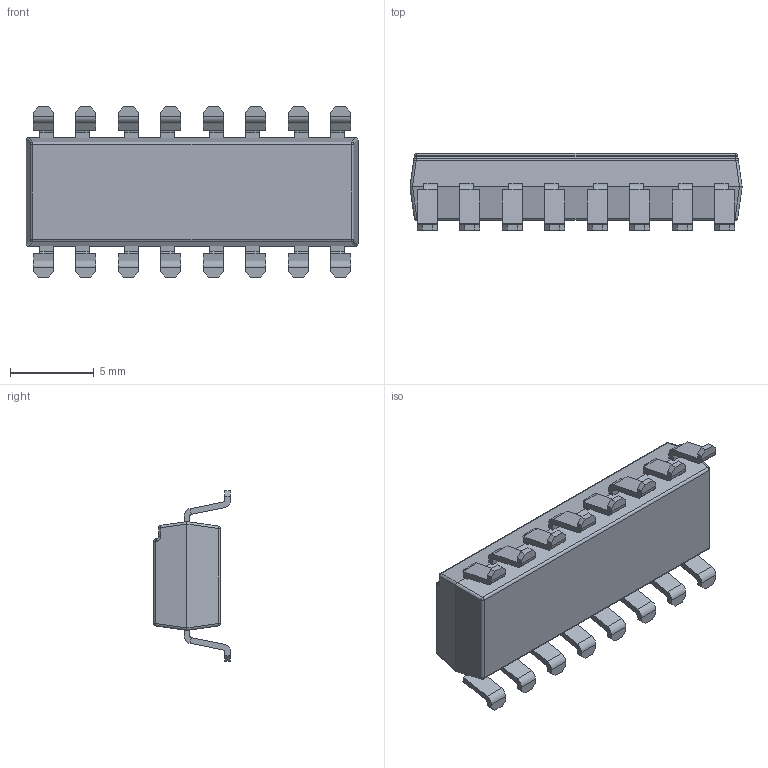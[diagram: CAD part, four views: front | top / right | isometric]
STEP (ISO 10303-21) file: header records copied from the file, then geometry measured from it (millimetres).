
FILE_DESCRIPTION (( 'STEP AP214' ), '1' );
FILE_NAME ('LTV-846S.STEP', '2021-06-05T05:31:40', ( '' ), ( '' ), 'SwSTEP 2.0', 'SolidWorks 2018', '' );
FILE_SCHEMA (( 'AUTOMOTIVE_DESIGN' ));
Length unit declared in the file: millimetre
Products named in the file (1): LTV-846S
Bounding box: 19.84 x 4.6 x 10.16 mm (x, y, z)
Volume: 504.4 mm3; surface area: 612.5 mm2
Topology: 18 solids, 18 shells, 357 faces, 886 edges, 566 vertices
Faces by surface type: plane 255, cylinder 90, sphere 10, bspline 2
Entity records: 11180 total; most frequent: CARTESIAN_POINT 1878, ORIENTED_EDGE 1772, DIRECTION 1760, EDGE_CURVE 886, VECTOR 708, LINE 708, VERTEX_POINT 566, AXIS2_PLACEMENT_3D 526
